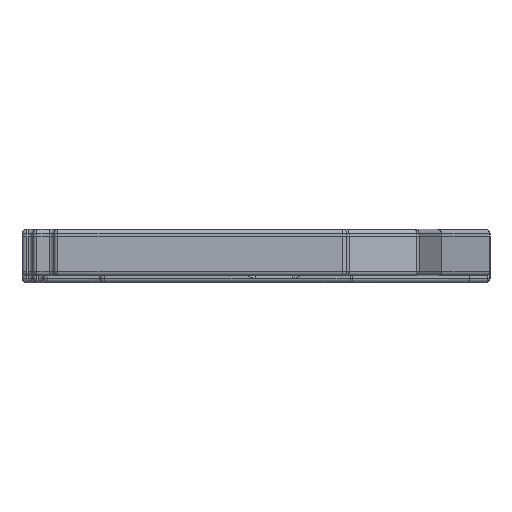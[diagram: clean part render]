
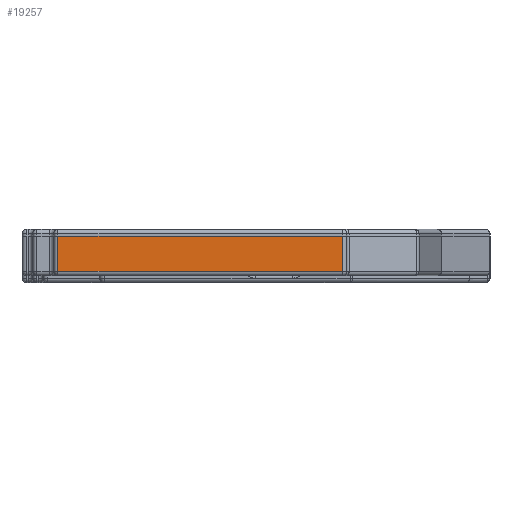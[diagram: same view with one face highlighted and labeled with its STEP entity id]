
A CAD part, left-side view. The second image highlights one B-rep face of the part: STEP entity #19257.
In plain terms, the highlighted planar face has unit normal (-1, 0, 0).
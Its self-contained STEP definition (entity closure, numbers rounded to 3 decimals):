
#516=PLANE('',#20810);
#1986=LINE('',#30904,#3938);
#2010=LINE('',#31062,#3962);
#2011=LINE('',#31066,#3963);
#2012=LINE('',#31067,#3964);
#3938=VECTOR('',#24929,10.);
#3962=VECTOR('',#25077,10.);
#3963=VECTOR('',#25082,10.);
#3964=VECTOR('',#25083,10.);
#5730=FACE_OUTER_BOUND('',#6871,.T.);
#6871=EDGE_LOOP('',(#16331,#16332,#16333,#16334));
#9296=VERTEX_POINT('',#30901);
#9297=VERTEX_POINT('',#30903);
#9323=VERTEX_POINT('',#31061);
#9324=VERTEX_POINT('',#31065);
#11724=EDGE_CURVE('',#9296,#9297,#1986,.T.);
#11784=EDGE_CURVE('',#9297,#9323,#2010,.T.);
#11786=EDGE_CURVE('',#9324,#9296,#2011,.T.);
#11787=EDGE_CURVE('',#9323,#9324,#2012,.T.);
#16331=ORIENTED_EDGE('',*,*,#11724,.F.);
#16332=ORIENTED_EDGE('',*,*,#11786,.F.);
#16333=ORIENTED_EDGE('',*,*,#11787,.F.);
#16334=ORIENTED_EDGE('',*,*,#11784,.F.);
#19257=ADVANCED_FACE('',(#5730),#516,.T.);
#20810=AXIS2_PLACEMENT_3D('',#31064,#25080,#25081);
#24929=DIRECTION('',(0.,1.,0.));
#25077=DIRECTION('',(0.,0.,1.));
#25080=DIRECTION('center_axis',(-1.,0.,0.));
#25081=DIRECTION('ref_axis',(0.,-1.,0.));
#25082=DIRECTION('',(0.,0.,-1.));
#25083=DIRECTION('',(0.,-1.,0.));
#30901=CARTESIAN_POINT('',(93.49,-128.376,-2.95));
#30903=CARTESIAN_POINT('',(93.49,-63.995,-2.95));
#30904=CARTESIAN_POINT('',(93.49,-85.645,-2.95));
#31061=CARTESIAN_POINT('',(93.49,-63.995,5.05));
#31062=CARTESIAN_POINT('',(93.49,-63.995,-3.95));
#31064=CARTESIAN_POINT('Origin',(93.49,-62.995,-3.95));
#31065=CARTESIAN_POINT('',(93.49,-128.376,5.05));
#31066=CARTESIAN_POINT('',(93.49,-128.376,-3.95));
#31067=CARTESIAN_POINT('',(93.49,-62.995,5.05));
